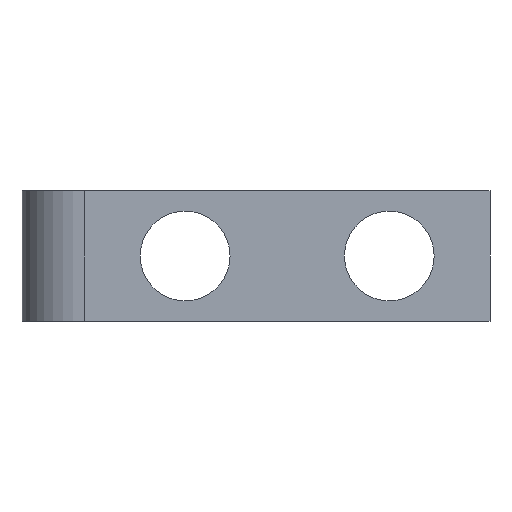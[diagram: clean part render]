
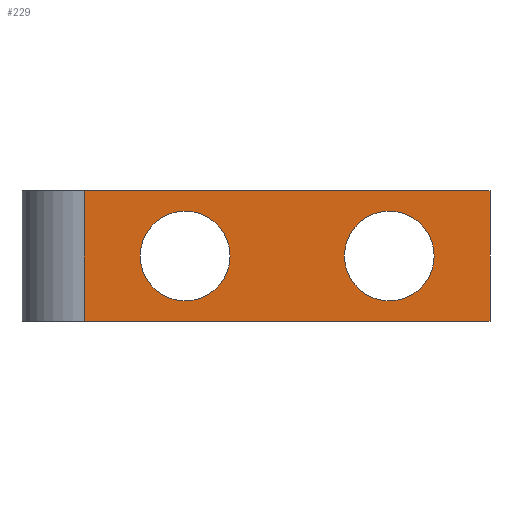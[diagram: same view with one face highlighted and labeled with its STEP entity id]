
A CAD part, front view. The second image highlights one B-rep face of the part: STEP entity #229.
In plain terms, the highlighted planar face has unit normal (0, -1, 0).
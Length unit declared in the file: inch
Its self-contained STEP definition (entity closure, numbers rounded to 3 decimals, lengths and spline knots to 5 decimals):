
#17 = CARTESIAN_POINT ( 'NONE',  ( 0.618, 0., 0. ) ) ;
#18 = DIRECTION ( 'NONE',  ( 0., 0., 1. ) ) ;
#19 = DIRECTION ( 'NONE',  ( 0., -1., 0. ) ) ;
#20 = CARTESIAN_POINT ( 'NONE',  ( 0.704, 0., 0. ) ) ;
#21 = AXIS2_PLACEMENT_3D ( 'NONE', #20, #19, #18 ) ;
#22 = CIRCLE ( 'NONE', #21, 0.086 ) ;
#42 = CARTESIAN_POINT ( 'NONE',  ( 0.79, 0., 0. ) ) ;
#96 = CARTESIAN_POINT ( 'NONE',  ( 0.3987, 0., 0. ) ) ;
#97 = CARTESIAN_POINT ( 'NONE',  ( 0.2267, 0., 0. ) ) ;
#98 = DIRECTION ( 'NONE',  ( 0., 0., 1. ) ) ;
#99 = DIRECTION ( 'NONE',  ( 0., -1., 0. ) ) ;
#100 = CARTESIAN_POINT ( 'NONE',  ( 0.3127, 0., 0. ) ) ;
#101 = AXIS2_PLACEMENT_3D ( 'NONE', #100, #99, #98 ) ;
#102 = CIRCLE ( 'NONE', #101, 0.086 ) ;
#149 = ORIENTED_EDGE ( 'NONE', *, *, #241, .F. ) ;
#150 = EDGE_LOOP ( 'NONE', ( #151, #154, #156, #158 ) ) ;
#151 = ORIENTED_EDGE ( 'NONE', *, *, #152, .F. ) ;
#152 = EDGE_CURVE ( 'NONE', #153, #224, #191, .T. ) ;
#153 = VERTEX_POINT ( 'NONE', #539 ) ;
#154 = ORIENTED_EDGE ( 'NONE', *, *, #155, .T. ) ;
#155 = EDGE_CURVE ( 'NONE', #153, #185, #540, .T. ) ;
#156 = ORIENTED_EDGE ( 'NONE', *, *, #231, .F. ) ;
#158 = ORIENTED_EDGE ( 'NONE', *, *, #223, .F. ) ;
#183 = VERTEX_POINT ( 'NONE', #527 ) ;
#185 = VERTEX_POINT ( 'NONE', #526 ) ;
#188 = DIRECTION ( 'NONE',  ( 0., 0., 1. ) ) ;
#189 = VECTOR ( 'NONE', #188, 39.37008 ) ;
#190 = CARTESIAN_POINT ( 'NONE',  ( 0.119, 0., -0.125 ) ) ;
#191 = LINE ( 'NONE', #190, #189 ) ;
#209 = ORIENTED_EDGE ( 'NONE', *, *, #352, .F. ) ;
#210 = ORIENTED_EDGE ( 'NONE', *, *, #263, .F. ) ;
#211 = EDGE_LOOP ( 'NONE', ( #212, #149 ) ) ;
#212 = ORIENTED_EDGE ( 'NONE', *, *, #389, .F. ) ;
#223 = EDGE_CURVE ( 'NONE', #224, #183, #444, .T. ) ;
#224 = VERTEX_POINT ( 'NONE', #440 ) ;
#229 = ADVANCED_FACE ( 'NONE', ( #435, #434, #433 ), #432, .F. ) ;
#230 = EDGE_LOOP ( 'NONE', ( #209, #210 ) ) ;
#231 = EDGE_CURVE ( 'NONE', #183, #185, #427, .T. ) ;
#241 = EDGE_CURVE ( 'NONE', #393, #392, #583, .T. ) ;
#263 = EDGE_CURVE ( 'NONE', #359, #353, #621, .T. ) ;
#352 = EDGE_CURVE ( 'NONE', #353, #359, #22, .T. ) ;
#353 = VERTEX_POINT ( 'NONE', #17 ) ;
#359 = VERTEX_POINT ( 'NONE', #42 ) ;
#389 = EDGE_CURVE ( 'NONE', #392, #393, #102, .T. ) ;
#392 = VERTEX_POINT ( 'NONE', #97 ) ;
#393 = VERTEX_POINT ( 'NONE', #96 ) ;
#424 = DIRECTION ( 'NONE',  ( 0., 0., -1. ) ) ;
#425 = VECTOR ( 'NONE', #424, 39.37008 ) ;
#426 = CARTESIAN_POINT ( 'NONE',  ( 0.897, 0., 0.125 ) ) ;
#427 = LINE ( 'NONE', #426, #425 ) ;
#428 = DIRECTION ( 'NONE',  ( 0., 0., 1. ) ) ;
#429 = DIRECTION ( 'NONE',  ( 0., 1., 0. ) ) ;
#430 = CARTESIAN_POINT ( 'NONE',  ( 0., 0., 0.125 ) ) ;
#431 = AXIS2_PLACEMENT_3D ( 'NONE', #430, #429, #428 ) ;
#432 = PLANE ( 'NONE',  #431 ) ;
#433 = FACE_OUTER_BOUND ( 'NONE', #150, .T. ) ;
#434 = FACE_BOUND ( 'NONE', #211, .T. ) ;
#435 = FACE_BOUND ( 'NONE', #230, .T. ) ;
#440 = CARTESIAN_POINT ( 'NONE',  ( 0.119, 0., 0.125 ) ) ;
#441 = DIRECTION ( 'NONE',  ( 1., 0., 0. ) ) ;
#442 = VECTOR ( 'NONE', #441, 39.37008 ) ;
#443 = CARTESIAN_POINT ( 'NONE',  ( 0., 0., 0.125 ) ) ;
#444 = LINE ( 'NONE', #443, #442 ) ;
#526 = CARTESIAN_POINT ( 'NONE',  ( 0.897, 0., -0.125 ) ) ;
#527 = CARTESIAN_POINT ( 'NONE',  ( 0.897, 0., 0.125 ) ) ;
#538 = DIRECTION ( 'NONE',  ( 1., 0., 0. ) ) ;
#539 = CARTESIAN_POINT ( 'NONE',  ( 0.119, 0., -0.125 ) ) ;
#540 = LINE ( 'NONE', #550, #549 ) ;
#549 = VECTOR ( 'NONE', #538, 39.37008 ) ;
#550 = CARTESIAN_POINT ( 'NONE',  ( 0., 0., -0.125 ) ) ;
#562 = CARTESIAN_POINT ( 'NONE',  ( 0.704, 0., 0. ) ) ;
#580 = DIRECTION ( 'NONE',  ( 0., 0., 1. ) ) ;
#581 = DIRECTION ( 'NONE',  ( 0., -1., 0. ) ) ;
#582 = AXIS2_PLACEMENT_3D ( 'NONE', #588, #581, #580 ) ;
#583 = CIRCLE ( 'NONE', #582, 0.086 ) ;
#588 = CARTESIAN_POINT ( 'NONE',  ( 0.3127, 0., 0. ) ) ;
#618 = DIRECTION ( 'NONE',  ( 0., 0., 1. ) ) ;
#619 = DIRECTION ( 'NONE',  ( 0., -1., 0. ) ) ;
#620 = AXIS2_PLACEMENT_3D ( 'NONE', #562, #619, #618 ) ;
#621 = CIRCLE ( 'NONE', #620, 0.086 ) ;
